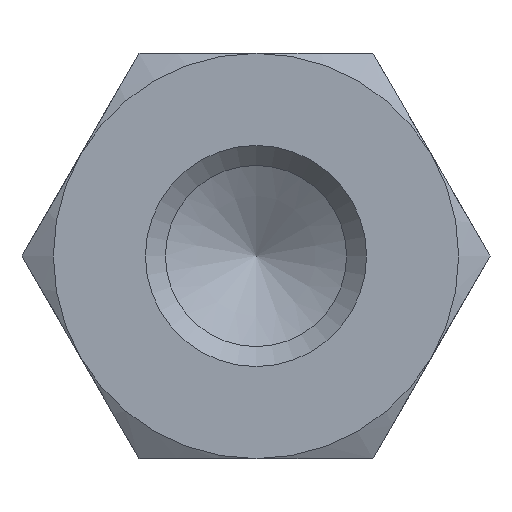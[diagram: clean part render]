
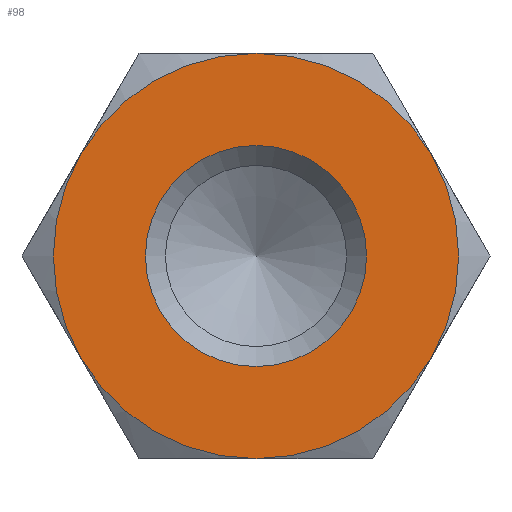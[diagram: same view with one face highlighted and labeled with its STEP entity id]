
A CAD part, left-side view. The second image highlights one B-rep face of the part: STEP entity #98.
In plain terms, the highlighted planar face has unit normal (-1, 0, 0).
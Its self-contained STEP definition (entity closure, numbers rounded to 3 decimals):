
#98 = ADVANCED_FACE( '', ( #205, #206 ), #207, .F. );
#205 = FACE_OUTER_BOUND( '', #313, .T. );
#206 = FACE_BOUND( '', #314, .T. );
#207 = PLANE( '', #315 );
#313 = EDGE_LOOP( '', ( #497, #498, #499, #500, #501, #502 ) );
#314 = EDGE_LOOP( '', ( #503 ) );
#315 = AXIS2_PLACEMENT_3D( '', #504, #505, #506 );
#497 = ORIENTED_EDGE( '', *, *, #632, .F. );
#498 = ORIENTED_EDGE( '', *, *, #636, .F. );
#499 = ORIENTED_EDGE( '', *, *, #606, .F. );
#500 = ORIENTED_EDGE( '', *, *, #615, .F. );
#501 = ORIENTED_EDGE( '', *, *, #602, .F. );
#502 = ORIENTED_EDGE( '', *, *, #628, .F. );
#503 = ORIENTED_EDGE( '', *, *, #612, .T. );
#504 = CARTESIAN_POINT( '', ( -12., 0., 0. ) );
#505 = DIRECTION( '', ( 1., 0., 0. ) );
#506 = DIRECTION( '', ( 0., 0., -1. ) );
#602 = EDGE_CURVE( '', #705, #686, #707, .T. );
#606 = EDGE_CURVE( '', #712, #710, #714, .T. );
#612 = EDGE_CURVE( '', #721, #721, #722, .T. );
#615 = EDGE_CURVE( '', #686, #712, #725, .T. );
#628 = EDGE_CURVE( '', #740, #705, #742, .T. );
#632 = EDGE_CURVE( '', #746, #740, #748, .T. );
#636 = EDGE_CURVE( '', #710, #746, #752, .T. );
#686 = VERTEX_POINT( '', #818 );
#705 = VERTEX_POINT( '', #863 );
#707 = CIRCLE( '', #870, 2.75 );
#710 = VERTEX_POINT( '', #873 );
#712 = VERTEX_POINT( '', #880 );
#714 = CIRCLE( '', #887, 2.75 );
#721 = VERTEX_POINT( '', #905 );
#722 = CIRCLE( '', #906, 1.5 );
#725 = CIRCLE( '', #912, 2.75 );
#740 = VERTEX_POINT( '', #944 );
#742 = CIRCLE( '', #951, 2.75 );
#746 = VERTEX_POINT( '', #958 );
#748 = CIRCLE( '', #965, 2.75 );
#752 = CIRCLE( '', #974, 2.75 );
#818 = CARTESIAN_POINT( '', ( -12., -2.382, 1.375 ) );
#863 = CARTESIAN_POINT( '', ( -12., 0., 2.75 ) );
#870 = AXIS2_PLACEMENT_3D( '', #1025, #1026, #1027 );
#873 = CARTESIAN_POINT( '', ( -12., 0., -2.75 ) );
#880 = CARTESIAN_POINT( '', ( -12., -2.382, -1.375 ) );
#887 = AXIS2_PLACEMENT_3D( '', #1028, #1029, #1030 );
#905 = CARTESIAN_POINT( '', ( -12., 0., -1.5 ) );
#906 = AXIS2_PLACEMENT_3D( '', #1032, #1033, #1034 );
#912 = AXIS2_PLACEMENT_3D( '', #1035, #1036, #1037 );
#944 = CARTESIAN_POINT( '', ( -12., 2.382, 1.375 ) );
#951 = AXIS2_PLACEMENT_3D( '', #1046, #1047, #1048 );
#958 = CARTESIAN_POINT( '', ( -12., 2.382, -1.375 ) );
#965 = AXIS2_PLACEMENT_3D( '', #1049, #1050, #1051 );
#974 = AXIS2_PLACEMENT_3D( '', #1052, #1053, #1054 );
#1025 = CARTESIAN_POINT( '', ( -12., 0., 0. ) );
#1026 = DIRECTION( '', ( 1., 0., 0. ) );
#1027 = DIRECTION( '', ( 0., 0., -1. ) );
#1028 = CARTESIAN_POINT( '', ( -12., 0., 0. ) );
#1029 = DIRECTION( '', ( 1., 0., 0. ) );
#1030 = DIRECTION( '', ( 0., 0., -1. ) );
#1032 = CARTESIAN_POINT( '', ( -12., 0., 0. ) );
#1033 = DIRECTION( '', ( 1., 0., 0. ) );
#1034 = DIRECTION( '', ( 0., 0., -1. ) );
#1035 = CARTESIAN_POINT( '', ( -12., 0., 0. ) );
#1036 = DIRECTION( '', ( 1., 0., 0. ) );
#1037 = DIRECTION( '', ( 0., 0., -1. ) );
#1046 = CARTESIAN_POINT( '', ( -12., 0., 0. ) );
#1047 = DIRECTION( '', ( 1., 0., 0. ) );
#1048 = DIRECTION( '', ( 0., 0., -1. ) );
#1049 = CARTESIAN_POINT( '', ( -12., 0., 0. ) );
#1050 = DIRECTION( '', ( 1., 0., 0. ) );
#1051 = DIRECTION( '', ( 0., 0., -1. ) );
#1052 = CARTESIAN_POINT( '', ( -12., 0., 0. ) );
#1053 = DIRECTION( '', ( 1., 0., 0. ) );
#1054 = DIRECTION( '', ( 0., 0., -1. ) );
